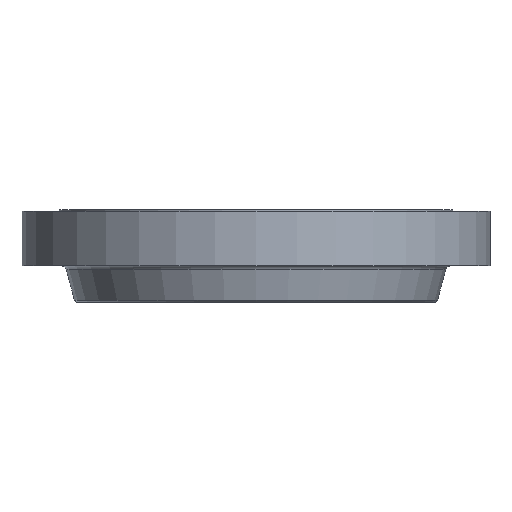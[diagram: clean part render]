
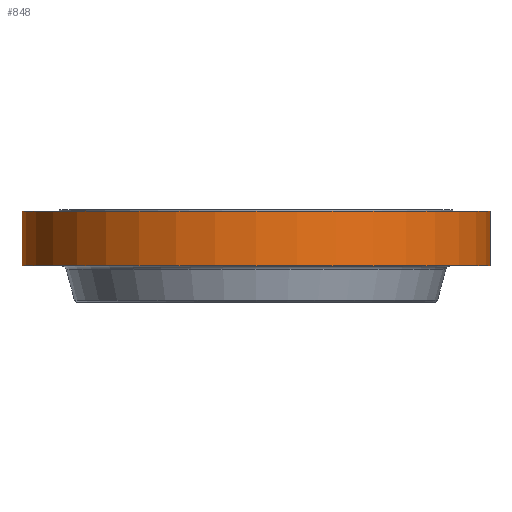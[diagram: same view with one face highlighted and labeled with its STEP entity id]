
A CAD part, front view. The second image highlights one B-rep face of the part: STEP entity #848.
In plain terms, the highlighted cylindrical face has radius 952.5 mm (diameter 1905 mm), a partial arc.
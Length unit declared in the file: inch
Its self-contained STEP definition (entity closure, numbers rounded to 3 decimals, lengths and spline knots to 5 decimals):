
#6 = CARTESIAN_POINT ( 'NONE',  ( 0., 0., -0.25 ) ) ;
#61 = DIRECTION ( 'NONE',  ( 0., 0., 1. ) ) ;
#234 = ORIENTED_EDGE ( 'NONE', *, *, #921, .F. ) ;
#257 = DIRECTION ( 'NONE',  ( 1., 0., 0. ) ) ;
#340 = VERTEX_POINT ( 'NONE', #928 ) ;
#411 = DIRECTION ( 'NONE',  ( 0., 0., 1. ) ) ;
#414 = LINE ( 'NONE', #611, #2512 ) ;
#611 = CARTESIAN_POINT ( 'NONE',  ( -37.5, 0., 0. ) ) ;
#696 = EDGE_CURVE ( 'NONE', #340, #2538, #414, .T. ) ;
#741 = AXIS2_PLACEMENT_3D ( 'NONE', #2255, #61, #257 ) ;
#813 = CARTESIAN_POINT ( 'NONE',  ( 37.5, 0., -0.25 ) ) ;
#828 = VERTEX_POINT ( 'NONE', #2020 ) ;
#848 = ADVANCED_FACE ( 'NONE', ( #2699 ), #2057, .T. ) ;
#880 = CARTESIAN_POINT ( 'NONE',  ( -37.5, 0., -0.25 ) ) ;
#921 = EDGE_CURVE ( 'NONE', #2538, #2763, #1030, .T. ) ;
#928 = CARTESIAN_POINT ( 'NONE',  ( -37.5, 0., -9. ) ) ;
#1030 = CIRCLE ( 'NONE', #1321, 37.5 ) ;
#1043 = DIRECTION ( 'NONE',  ( 1., 0., 0. ) ) ;
#1321 = AXIS2_PLACEMENT_3D ( 'NONE', #6, #2400, #1795 ) ;
#1500 = DIRECTION ( 'NONE',  ( 0., 0., 1. ) ) ;
#1522 = ORIENTED_EDGE ( 'NONE', *, *, #2811, .T. ) ;
#1573 = CARTESIAN_POINT ( 'NONE',  ( 0., 0., -9. ) ) ;
#1795 = DIRECTION ( 'NONE',  ( 1., 0., 0. ) ) ;
#2020 = CARTESIAN_POINT ( 'NONE',  ( 37.5, 0., -9. ) ) ;
#2057 = CYLINDRICAL_SURFACE ( 'NONE', #741, 37.5 ) ;
#2070 = EDGE_LOOP ( 'NONE', ( #2630, #2101, #1522, #234 ) ) ;
#2074 = AXIS2_PLACEMENT_3D ( 'NONE', #1573, #2456, #1043 ) ;
#2101 = ORIENTED_EDGE ( 'NONE', *, *, #2282, .T. ) ;
#2255 = CARTESIAN_POINT ( 'NONE',  ( 0., 0., 0. ) ) ;
#2268 = CIRCLE ( 'NONE', #2074, 37.5 ) ;
#2282 = EDGE_CURVE ( 'NONE', #340, #828, #2268, .T. ) ;
#2311 = VECTOR ( 'NONE', #411, 39.37008 ) ;
#2397 = CARTESIAN_POINT ( 'NONE',  ( 37.5, 0., 0. ) ) ;
#2400 = DIRECTION ( 'NONE',  ( 0., 0., 1. ) ) ;
#2456 = DIRECTION ( 'NONE',  ( 0., 0., 1. ) ) ;
#2512 = VECTOR ( 'NONE', #1500, 39.37008 ) ;
#2538 = VERTEX_POINT ( 'NONE', #880 ) ;
#2618 = LINE ( 'NONE', #2397, #2311 ) ;
#2630 = ORIENTED_EDGE ( 'NONE', *, *, #696, .F. ) ;
#2699 = FACE_OUTER_BOUND ( 'NONE', #2070, .T. ) ;
#2763 = VERTEX_POINT ( 'NONE', #813 ) ;
#2811 = EDGE_CURVE ( 'NONE', #828, #2763, #2618, .T. ) ;
